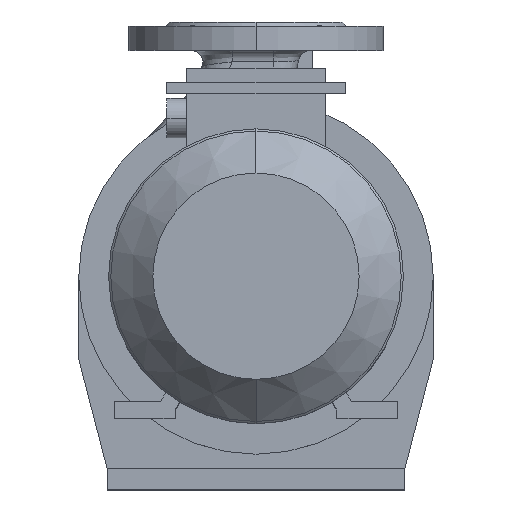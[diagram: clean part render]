
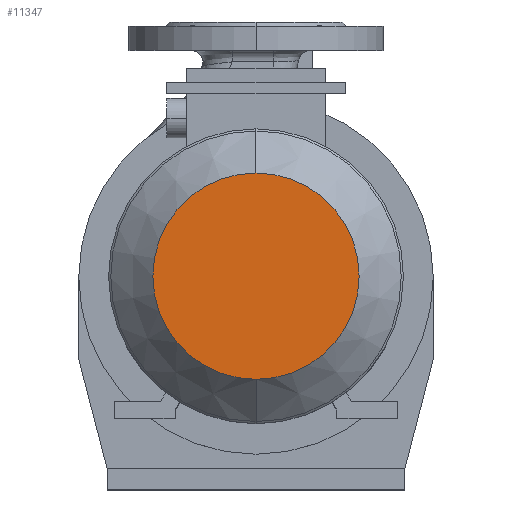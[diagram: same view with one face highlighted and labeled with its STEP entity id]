
A CAD part, top view. The second image highlights one B-rep face of the part: STEP entity #11347.
In plain terms, the highlighted planar face has unit normal (0, 0, 1).
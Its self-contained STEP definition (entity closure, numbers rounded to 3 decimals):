
#3409 = EDGE_LOOP ( 'NONE', ( #8671, #8672 ) ) ;
#3594 = AXIS2_PLACEMENT_3D ( 'NONE', #4991, #4866, #5007 ) ;
#3611 = AXIS2_PLACEMENT_3D ( 'NONE', #4653, #4886, #4673 ) ;
#4653 = CARTESIAN_POINT ( 'NONE',  ( 0., 0., 486. ) ) ;
#4673 = DIRECTION ( 'NONE',  ( 0., -1., 0. ) ) ;
#4774 = CARTESIAN_POINT ( 'NONE',  ( 0., -72.765, 486. ) ) ;
#4866 = DIRECTION ( 'NONE',  ( 0., 0., -1. ) ) ;
#4886 = DIRECTION ( 'NONE',  ( 0., 0., -1. ) ) ;
#4952 = CARTESIAN_POINT ( 'NONE',  ( 0., 72.765, 486. ) ) ;
#4991 = CARTESIAN_POINT ( 'NONE',  ( 0., 0., 486. ) ) ;
#5007 = DIRECTION ( 'NONE',  ( 0., -1., 0. ) ) ;
#5447 = PLANE ( 'NONE',  #12369 ) ;
#5496 = DIRECTION ( 'NONE',  ( 0., 0., -1. ) ) ;
#6057 = DIRECTION ( 'NONE',  ( 0., -1., 0. ) ) ;
#6589 = CARTESIAN_POINT ( 'NONE',  ( 0., 0., 486. ) ) ;
#6867 = CIRCLE ( 'NONE', #3611, 72.765 ) ;
#7448 = FACE_OUTER_BOUND ( 'NONE', #3409, .T. ) ;
#8671 = ORIENTED_EDGE ( 'NONE', *, *, #11897, .F. ) ;
#8672 = ORIENTED_EDGE ( 'NONE', *, *, #11934, .F. ) ;
#11347 = ADVANCED_FACE ( 'NONE', ( #7448 ), #5447, .F. ) ;
#11856 = VERTEX_POINT ( 'NONE', #4774 ) ;
#11860 = VERTEX_POINT ( 'NONE', #4952 ) ;
#11897 = EDGE_CURVE ( 'NONE', #11856, #11860, #12280, .T. ) ;
#11934 = EDGE_CURVE ( 'NONE', #11860, #11856, #6867, .T. ) ;
#12280 = CIRCLE ( 'NONE', #3594, 72.765 ) ;
#12369 = AXIS2_PLACEMENT_3D ( 'NONE', #6589, #5496, #6057 ) ;
